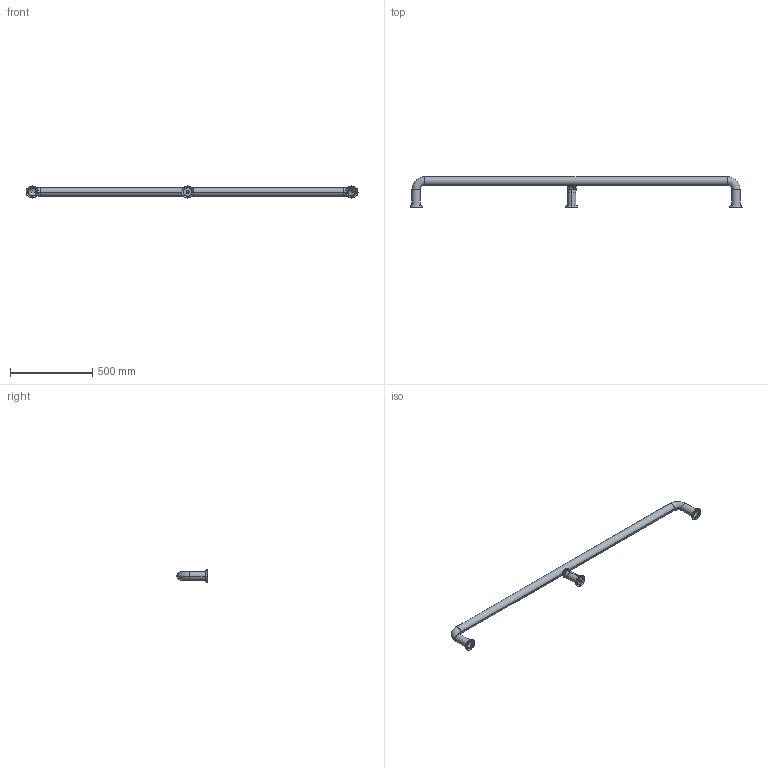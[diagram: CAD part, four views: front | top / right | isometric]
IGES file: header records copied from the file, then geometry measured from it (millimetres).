
Start section: IGES file generated from Kompas d.0 for Windows drawing by the IGES translator from Ascon Ltd., translator version IGESOUT-5.1.
Global section: file name: KPSﾎ703.igs; native system: Kompas( 32 bit ) for Windows; preprocessor: 1.0; author: unknown; organization: ASCON; date: -17861123:203138; units: millimetre
Bounding box: 2023.2 x 185.4 x 74 mm (x, y, z)
Surface area: 781711.9 mm2 (no closed solid volume)
Topology: 0 solids, 0 shells, 123 faces, 552 edges, 550 vertices
Faces by surface type: revolution 98, bspline 25
